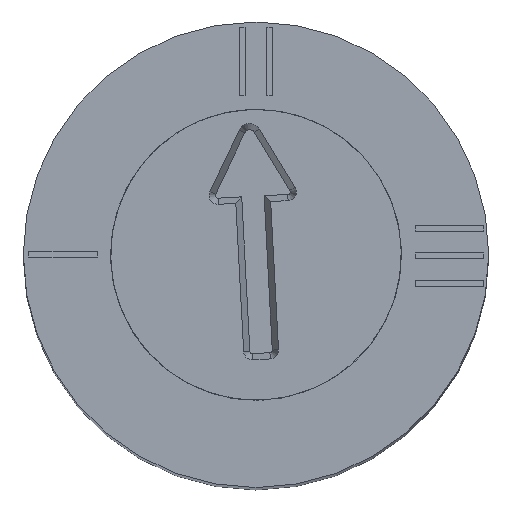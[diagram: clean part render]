
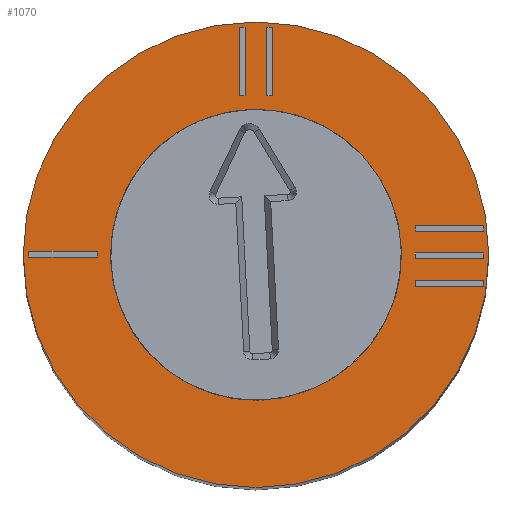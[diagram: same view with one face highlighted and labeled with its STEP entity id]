
A CAD part, top view. The second image highlights one B-rep face of the part: STEP entity #1070.
In plain terms, the highlighted planar face has unit normal (0, 0, 1).
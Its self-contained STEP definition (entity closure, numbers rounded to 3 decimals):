
#30=FACE_BOUND('',#199,.T.);
#31=FACE_BOUND('',#200,.T.);
#32=FACE_BOUND('',#201,.T.);
#33=FACE_BOUND('',#202,.T.);
#34=FACE_BOUND('',#203,.T.);
#35=FACE_BOUND('',#204,.T.);
#36=FACE_BOUND('',#205,.T.);
#58=CIRCLE('',#1193,1.25);
#65=CIRCLE('',#1205,2.);
#133=FACE_OUTER_BOUND('',#198,.T.);
#198=EDGE_LOOP('',(#861));
#199=EDGE_LOOP('',(#862,#863,#864,#865));
#200=EDGE_LOOP('',(#866,#867,#868,#869));
#201=EDGE_LOOP('',(#870,#871,#872,#873));
#202=EDGE_LOOP('',(#874,#875,#876,#877));
#203=EDGE_LOOP('',(#878,#879,#880,#881));
#204=EDGE_LOOP('',(#882,#883,#884,#885));
#205=EDGE_LOOP('',(#886));
#231=LINE('',#1576,#342);
#234=LINE('',#1582,#345);
#237=LINE('',#1588,#348);
#240=LINE('',#1592,#351);
#243=LINE('',#1601,#354);
#246=LINE('',#1607,#357);
#249=LINE('',#1613,#360);
#252=LINE('',#1617,#363);
#255=LINE('',#1626,#366);
#258=LINE('',#1632,#369);
#261=LINE('',#1638,#372);
#264=LINE('',#1642,#375);
#267=LINE('',#1651,#378);
#270=LINE('',#1657,#381);
#273=LINE('',#1663,#384);
#276=LINE('',#1667,#387);
#279=LINE('',#1676,#390);
#282=LINE('',#1682,#393);
#285=LINE('',#1688,#396);
#288=LINE('',#1692,#399);
#291=LINE('',#1701,#402);
#294=LINE('',#1707,#405);
#297=LINE('',#1713,#408);
#300=LINE('',#1717,#411);
#342=VECTOR('',#1258,10.);
#345=VECTOR('',#1263,10.);
#348=VECTOR('',#1268,10.);
#351=VECTOR('',#1273,10.);
#354=VECTOR('',#1280,10.);
#357=VECTOR('',#1285,10.);
#360=VECTOR('',#1290,10.);
#363=VECTOR('',#1295,10.);
#366=VECTOR('',#1302,10.);
#369=VECTOR('',#1307,10.);
#372=VECTOR('',#1312,10.);
#375=VECTOR('',#1317,10.);
#378=VECTOR('',#1324,10.);
#381=VECTOR('',#1329,10.);
#384=VECTOR('',#1334,10.);
#387=VECTOR('',#1339,10.);
#390=VECTOR('',#1346,10.);
#393=VECTOR('',#1351,10.);
#396=VECTOR('',#1356,10.);
#399=VECTOR('',#1361,10.);
#402=VECTOR('',#1368,10.);
#405=VECTOR('',#1373,10.);
#408=VECTOR('',#1378,10.);
#411=VECTOR('',#1383,10.);
#453=VERTEX_POINT('',#1573);
#454=VERTEX_POINT('',#1575);
#456=VERTEX_POINT('',#1581);
#458=VERTEX_POINT('',#1587);
#461=VERTEX_POINT('',#1598);
#462=VERTEX_POINT('',#1600);
#464=VERTEX_POINT('',#1606);
#466=VERTEX_POINT('',#1612);
#469=VERTEX_POINT('',#1623);
#470=VERTEX_POINT('',#1625);
#472=VERTEX_POINT('',#1631);
#474=VERTEX_POINT('',#1637);
#477=VERTEX_POINT('',#1648);
#478=VERTEX_POINT('',#1650);
#480=VERTEX_POINT('',#1656);
#482=VERTEX_POINT('',#1662);
#485=VERTEX_POINT('',#1673);
#486=VERTEX_POINT('',#1675);
#488=VERTEX_POINT('',#1681);
#490=VERTEX_POINT('',#1687);
#493=VERTEX_POINT('',#1698);
#494=VERTEX_POINT('',#1700);
#496=VERTEX_POINT('',#1706);
#498=VERTEX_POINT('',#1712);
#507=VERTEX_POINT('',#1745);
#514=VERTEX_POINT('',#1768);
#549=EDGE_CURVE('',#454,#453,#231,.T.);
#552=EDGE_CURVE('',#456,#454,#234,.T.);
#555=EDGE_CURVE('',#458,#456,#237,.T.);
#558=EDGE_CURVE('',#453,#458,#240,.T.);
#561=EDGE_CURVE('',#462,#461,#243,.T.);
#564=EDGE_CURVE('',#464,#462,#246,.T.);
#567=EDGE_CURVE('',#466,#464,#249,.T.);
#570=EDGE_CURVE('',#461,#466,#252,.T.);
#573=EDGE_CURVE('',#470,#469,#255,.T.);
#576=EDGE_CURVE('',#472,#470,#258,.T.);
#579=EDGE_CURVE('',#474,#472,#261,.T.);
#582=EDGE_CURVE('',#469,#474,#264,.T.);
#585=EDGE_CURVE('',#478,#477,#267,.T.);
#588=EDGE_CURVE('',#480,#478,#270,.T.);
#591=EDGE_CURVE('',#482,#480,#273,.T.);
#594=EDGE_CURVE('',#477,#482,#276,.T.);
#597=EDGE_CURVE('',#486,#485,#279,.T.);
#600=EDGE_CURVE('',#488,#486,#282,.T.);
#603=EDGE_CURVE('',#490,#488,#285,.T.);
#606=EDGE_CURVE('',#485,#490,#288,.T.);
#609=EDGE_CURVE('',#494,#493,#291,.T.);
#612=EDGE_CURVE('',#496,#494,#294,.T.);
#615=EDGE_CURVE('',#498,#496,#297,.T.);
#618=EDGE_CURVE('',#493,#498,#300,.T.);
#631=EDGE_CURVE('',#507,#507,#58,.T.);
#642=EDGE_CURVE('',#514,#514,#65,.T.);
#861=ORIENTED_EDGE('',*,*,#642,.F.);
#862=ORIENTED_EDGE('',*,*,#549,.T.);
#863=ORIENTED_EDGE('',*,*,#558,.T.);
#864=ORIENTED_EDGE('',*,*,#555,.T.);
#865=ORIENTED_EDGE('',*,*,#552,.T.);
#866=ORIENTED_EDGE('',*,*,#561,.T.);
#867=ORIENTED_EDGE('',*,*,#570,.T.);
#868=ORIENTED_EDGE('',*,*,#567,.T.);
#869=ORIENTED_EDGE('',*,*,#564,.T.);
#870=ORIENTED_EDGE('',*,*,#573,.T.);
#871=ORIENTED_EDGE('',*,*,#582,.T.);
#872=ORIENTED_EDGE('',*,*,#579,.T.);
#873=ORIENTED_EDGE('',*,*,#576,.T.);
#874=ORIENTED_EDGE('',*,*,#585,.T.);
#875=ORIENTED_EDGE('',*,*,#594,.T.);
#876=ORIENTED_EDGE('',*,*,#591,.T.);
#877=ORIENTED_EDGE('',*,*,#588,.T.);
#878=ORIENTED_EDGE('',*,*,#597,.T.);
#879=ORIENTED_EDGE('',*,*,#606,.T.);
#880=ORIENTED_EDGE('',*,*,#603,.T.);
#881=ORIENTED_EDGE('',*,*,#600,.T.);
#882=ORIENTED_EDGE('',*,*,#609,.T.);
#883=ORIENTED_EDGE('',*,*,#618,.T.);
#884=ORIENTED_EDGE('',*,*,#615,.T.);
#885=ORIENTED_EDGE('',*,*,#612,.T.);
#886=ORIENTED_EDGE('',*,*,#631,.T.);
#1017=PLANE('',#1206);
#1070=ADVANCED_FACE('',(#133,#30,#31,#32,#33,#34,#35,#36),#1017,.F.);
#1193=AXIS2_PLACEMENT_3D('',#1746,#1418,#1419);
#1205=AXIS2_PLACEMENT_3D('',#1769,#1446,#1447);
#1206=AXIS2_PLACEMENT_3D('',#1771,#1449,#1450);
#1258=DIRECTION('',(1.,0.,0.));
#1263=DIRECTION('',(0.,1.,0.));
#1268=DIRECTION('',(-1.,0.,0.));
#1273=DIRECTION('',(0.,-1.,0.));
#1280=DIRECTION('',(1.,0.,0.));
#1285=DIRECTION('',(0.,1.,0.));
#1290=DIRECTION('',(-1.,0.,0.));
#1295=DIRECTION('',(0.,-1.,0.));
#1302=DIRECTION('',(1.,0.,0.));
#1307=DIRECTION('',(0.,1.,0.));
#1312=DIRECTION('',(-1.,0.,0.));
#1317=DIRECTION('',(0.,-1.,0.));
#1324=DIRECTION('',(0.,-1.,0.));
#1329=DIRECTION('',(1.,0.,0.));
#1334=DIRECTION('',(0.,1.,0.));
#1339=DIRECTION('',(-1.,0.,0.));
#1346=DIRECTION('',(0.,-1.,0.));
#1351=DIRECTION('',(1.,0.,0.));
#1356=DIRECTION('',(0.,1.,0.));
#1361=DIRECTION('',(-1.,0.,0.));
#1368=DIRECTION('',(1.,0.,0.));
#1373=DIRECTION('',(0.,1.,0.));
#1378=DIRECTION('',(-1.,0.,0.));
#1383=DIRECTION('',(0.,-1.,0.));
#1418=DIRECTION('center_axis',(0.,0.,-1.));
#1419=DIRECTION('ref_axis',(1.,0.,0.));
#1446=DIRECTION('center_axis',(0.,0.,-1.));
#1447=DIRECTION('ref_axis',(-1.,0.,0.));
#1449=DIRECTION('center_axis',(0.,0.,-1.));
#1450=DIRECTION('ref_axis',(-1.,0.,0.));
#1573=CARTESIAN_POINT('',(1.958,0.252,14.));
#1575=CARTESIAN_POINT('',(1.369,0.252,14.));
#1576=CARTESIAN_POINT('',(0.979,0.252,14.));
#1581=CARTESIAN_POINT('',(1.369,0.202,14.));
#1582=CARTESIAN_POINT('',(1.369,0.126,14.));
#1587=CARTESIAN_POINT('',(1.958,0.202,14.));
#1588=CARTESIAN_POINT('',(0.684,0.202,14.));
#1592=CARTESIAN_POINT('',(1.958,0.101,14.));
#1598=CARTESIAN_POINT('',(1.958,0.016,14.));
#1600=CARTESIAN_POINT('',(1.369,0.016,14.));
#1601=CARTESIAN_POINT('',(0.979,0.016,14.));
#1606=CARTESIAN_POINT('',(1.369,-0.035,14.));
#1607=CARTESIAN_POINT('',(1.369,0.008,14.));
#1612=CARTESIAN_POINT('',(1.958,-0.035,14.));
#1613=CARTESIAN_POINT('',(0.684,-0.035,14.));
#1617=CARTESIAN_POINT('',(1.958,-0.017,14.));
#1623=CARTESIAN_POINT('',(1.958,-0.221,14.));
#1625=CARTESIAN_POINT('',(1.369,-0.221,14.));
#1626=CARTESIAN_POINT('',(0.979,-0.221,14.));
#1631=CARTESIAN_POINT('',(1.369,-0.271,14.));
#1632=CARTESIAN_POINT('',(1.369,-0.11,14.));
#1637=CARTESIAN_POINT('',(1.958,-0.271,14.));
#1638=CARTESIAN_POINT('',(0.684,-0.271,14.));
#1642=CARTESIAN_POINT('',(1.958,-0.136,14.));
#1648=CARTESIAN_POINT('',(0.143,1.368,14.));
#1650=CARTESIAN_POINT('',(0.143,1.956,14.));
#1651=CARTESIAN_POINT('',(0.143,0.684,14.));
#1656=CARTESIAN_POINT('',(0.093,1.956,14.));
#1657=CARTESIAN_POINT('',(0.072,1.956,14.));
#1662=CARTESIAN_POINT('',(0.093,1.368,14.));
#1663=CARTESIAN_POINT('',(0.093,0.978,14.));
#1667=CARTESIAN_POINT('',(0.046,1.368,14.));
#1673=CARTESIAN_POINT('',(-0.093,1.368,14.));
#1675=CARTESIAN_POINT('',(-0.093,1.956,14.));
#1676=CARTESIAN_POINT('',(-0.093,0.684,14.));
#1681=CARTESIAN_POINT('',(-0.144,1.956,14.));
#1682=CARTESIAN_POINT('',(-0.047,1.956,14.));
#1687=CARTESIAN_POINT('',(-0.144,1.368,14.));
#1688=CARTESIAN_POINT('',(-0.144,0.978,14.));
#1692=CARTESIAN_POINT('',(-0.072,1.368,14.));
#1698=CARTESIAN_POINT('',(-1.363,0.031,14.));
#1700=CARTESIAN_POINT('',(-1.952,0.031,14.));
#1701=CARTESIAN_POINT('',(-0.682,0.031,14.));
#1706=CARTESIAN_POINT('',(-1.952,-0.02,14.));
#1707=CARTESIAN_POINT('',(-1.952,0.015,14.));
#1712=CARTESIAN_POINT('',(-1.363,-0.02,14.));
#1713=CARTESIAN_POINT('',(-0.976,-0.02,14.));
#1717=CARTESIAN_POINT('',(-1.363,-0.01,14.));
#1745=CARTESIAN_POINT('',(-1.25,0.,14.));
#1746=CARTESIAN_POINT('Origin',(0.,0.,14.));
#1768=CARTESIAN_POINT('',(2.,0.,14.));
#1769=CARTESIAN_POINT('Origin',(0.,0.,14.));
#1771=CARTESIAN_POINT('Origin',(0.,0.,14.));
